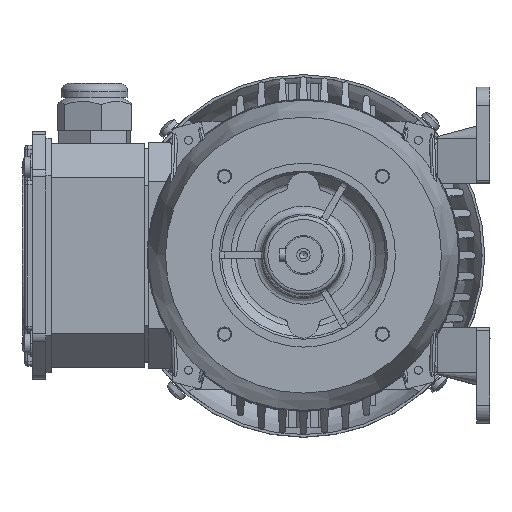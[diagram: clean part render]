
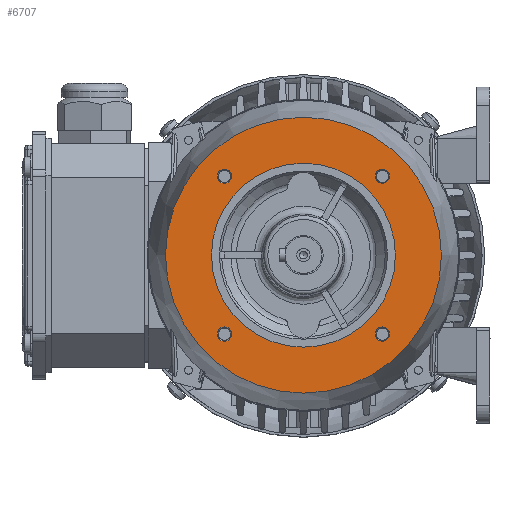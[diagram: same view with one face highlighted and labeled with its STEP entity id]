
A CAD part, top view. The second image highlights one B-rep face of the part: STEP entity #6707.
In plain terms, the highlighted planar face has unit normal (0, 0, 1).
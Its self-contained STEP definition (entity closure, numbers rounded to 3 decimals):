
#1931=CIRCLE('',#53313,52.493);
#2027=CIRCLE('',#53460,35.);
#2028=CIRCLE('',#53461,2.723);
#2029=CIRCLE('',#53462,2.723);
#2030=CIRCLE('',#53463,2.723);
#2031=CIRCLE('',#53464,2.723);
#5728=FACE_BOUND('',#13737,.T.);
#5729=FACE_BOUND('',#13738,.T.);
#5730=FACE_BOUND('',#13739,.T.);
#5731=FACE_BOUND('',#13740,.T.);
#5732=FACE_BOUND('',#13741,.T.);
#5733=FACE_BOUND('',#13742,.T.);
#6707=ADVANCED_FACE('',(#5728,#5729,#5730,#5731,#5732,#5733),#9561,.F.);
#9561=PLANE('',#53465);
#13737=EDGE_LOOP('',(#18074));
#13738=EDGE_LOOP('',(#18075));
#13739=EDGE_LOOP('',(#18076));
#13740=EDGE_LOOP('',(#18077));
#13741=EDGE_LOOP('',(#18078));
#13742=EDGE_LOOP('',(#18079));
#18074=ORIENTED_EDGE('',*,*,#38202,.F.);
#18075=ORIENTED_EDGE('',*,*,#38203,.T.);
#18076=ORIENTED_EDGE('',*,*,#38204,.F.);
#18077=ORIENTED_EDGE('',*,*,#38205,.F.);
#18078=ORIENTED_EDGE('',*,*,#38206,.T.);
#18079=ORIENTED_EDGE('',*,*,#37891,.F.);
#32655=VERTEX_POINT('',#71672);
#32906=VERTEX_POINT('',#73224);
#32907=VERTEX_POINT('',#73226);
#32908=VERTEX_POINT('',#73228);
#32909=VERTEX_POINT('',#73230);
#32910=VERTEX_POINT('',#73232);
#37891=EDGE_CURVE('',#32655,#32655,#1931,.T.);
#38202=EDGE_CURVE('',#32906,#32906,#2027,.T.);
#38203=EDGE_CURVE('',#32907,#32907,#2028,.T.);
#38204=EDGE_CURVE('',#32908,#32908,#2029,.T.);
#38205=EDGE_CURVE('',#32909,#32909,#2030,.T.);
#38206=EDGE_CURVE('',#32910,#32910,#2031,.T.);
#53313=AXIS2_PLACEMENT_3D('',#71671,#58096,#58097);
#53460=AXIS2_PLACEMENT_3D('',#73223,#58476,#58477);
#53461=AXIS2_PLACEMENT_3D('',#73225,#58478,#58479);
#53462=AXIS2_PLACEMENT_3D('',#73227,#58480,#58481);
#53463=AXIS2_PLACEMENT_3D('',#73229,#58482,#58483);
#53464=AXIS2_PLACEMENT_3D('',#73231,#58484,#58485);
#53465=AXIS2_PLACEMENT_3D('',#73233,#58486,#58487);
#58096=DIRECTION('',(0.,0.,-1.));
#58097=DIRECTION('',(1.,0.,0.));
#58476=DIRECTION('',(0.,0.,1.));
#58477=DIRECTION('',(0.,-1.,0.));
#58478=DIRECTION('',(0.,0.,-1.));
#58479=DIRECTION('',(-1.,0.,0.));
#58480=DIRECTION('',(0.,0.,1.));
#58481=DIRECTION('',(1.,0.,0.));
#58482=DIRECTION('',(0.,0.,1.));
#58483=DIRECTION('',(-1.,0.,0.));
#58484=DIRECTION('',(0.,0.,-1.));
#58485=DIRECTION('',(1.,0.,0.));
#58486=DIRECTION('',(0.,0.,-1.));
#58487=DIRECTION('',(-1.,0.,0.));
#71671=CARTESIAN_POINT('',(0.,0.,32.));
#71672=CARTESIAN_POINT('',(52.493,0.,32.));
#73223=CARTESIAN_POINT('',(0.,0.,32.));
#73224=CARTESIAN_POINT('',(0.,-35.,32.));
#73225=CARTESIAN_POINT('',(-30.05,30.05,32.));
#73226=CARTESIAN_POINT('',(-32.773,30.05,32.));
#73227=CARTESIAN_POINT('',(30.05,30.05,32.));
#73228=CARTESIAN_POINT('',(32.773,30.05,32.));
#73229=CARTESIAN_POINT('',(-30.05,-30.05,32.));
#73230=CARTESIAN_POINT('',(-32.773,-30.05,32.));
#73231=CARTESIAN_POINT('',(30.05,-30.05,32.));
#73232=CARTESIAN_POINT('',(32.773,-30.05,32.));
#73233=CARTESIAN_POINT('',(66.705,-66.021,32.));
